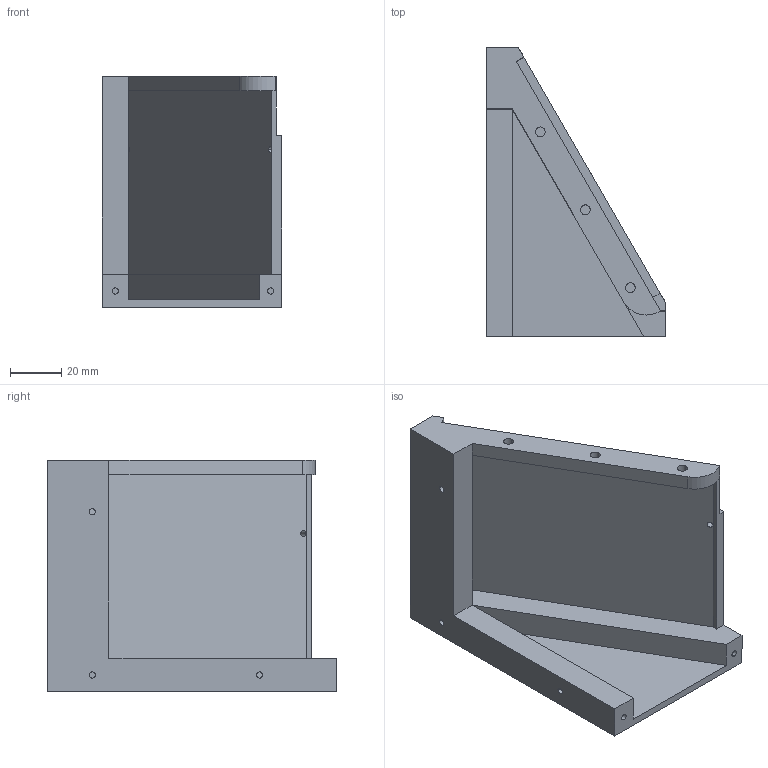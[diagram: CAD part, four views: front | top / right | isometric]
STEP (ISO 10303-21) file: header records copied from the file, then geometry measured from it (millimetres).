
FILE_DESCRIPTION (( 'STEP AP214' ), '1' );
FILE_NAME ('screen_support_dx.STEP', '2022-01-18T08:52:18', ( '' ), ( '' ), 'SwSTEP 2.0', 'SolidWorks 2017', '' );
FILE_SCHEMA (( 'AUTOMOTIVE_DESIGN' ));
Length unit declared in the file: millimetre
Products named in the file (1): screen_support_dx
Bounding box: 70 x 112.59 x 90 mm (x, y, z)
Volume: 72212.5 mm3; surface area: 42005.6 mm2
Topology: 1 solids, 1 shells, 59 faces, 154 edges, 101 vertices
Faces by surface type: plane 32, cylinder 27
Entity records: 1886 total; most frequent: CARTESIAN_POINT 327, DIRECTION 326, ORIENTED_EDGE 308, EDGE_CURVE 154, AXIS2_PLACEMENT_3D 116, VERTEX_POINT 101, VECTOR 94, LINE 94
